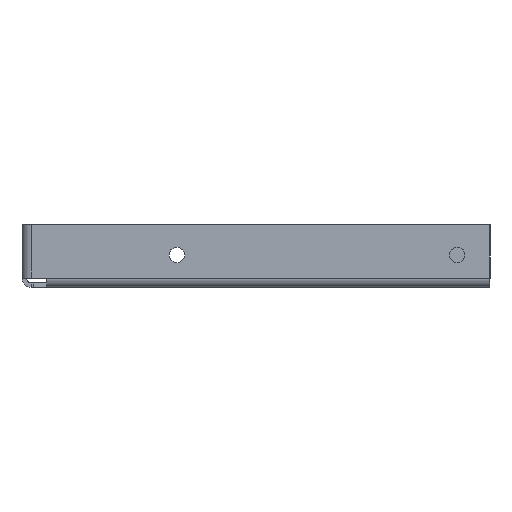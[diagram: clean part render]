
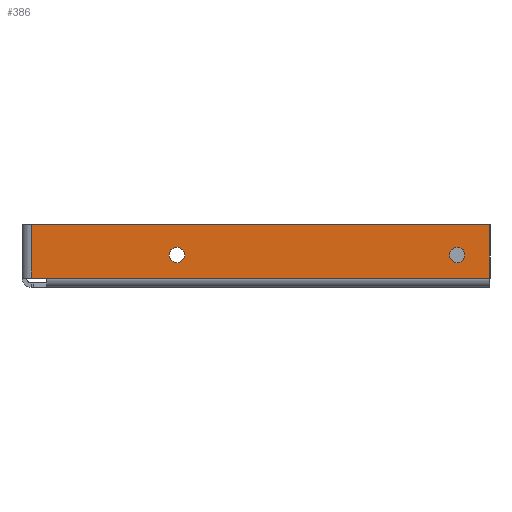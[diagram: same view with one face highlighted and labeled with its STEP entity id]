
A CAD part, left-side view. The second image highlights one B-rep face of the part: STEP entity #386.
In plain terms, the highlighted planar face has unit normal (-1, 0, 0).
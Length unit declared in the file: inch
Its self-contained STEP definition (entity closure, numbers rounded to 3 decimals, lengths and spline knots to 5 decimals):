
#18 = CARTESIAN_POINT ( 'NONE',  ( -8.327, 5.75628, 0.05 ) ) ;
#79 = AXIS2_PLACEMENT_3D ( 'NONE', #113, #1361, #1605 ) ;
#107 = VERTEX_POINT ( 'NONE', #138 ) ;
#108 = DIRECTION ( 'NONE',  ( 0., 0., -1. ) ) ;
#109 = CARTESIAN_POINT ( 'NONE',  ( -8.327, 5.9247, 0.052 ) ) ;
#113 = CARTESIAN_POINT ( 'NONE',  ( -8.327, 1.352, 0.3 ) ) ;
#114 = VERTEX_POINT ( 'NONE', #2121 ) ;
#138 = CARTESIAN_POINT ( 'NONE',  ( -8.327, 4.36, 0.217 ) ) ;
#150 = LINE ( 'NONE', #1261, #1198 ) ;
#189 = LINE ( 'NONE', #340, #257 ) ;
#204 = EDGE_LOOP ( 'NONE', ( #974 ) ) ;
#249 = FACE_BOUND ( 'NONE', #204, .T. ) ;
#257 = VECTOR ( 'NONE', #1678, 39.37008 ) ;
#340 = CARTESIAN_POINT ( 'NONE',  ( -8.327, 1., 0.052 ) ) ;
#348 = ORIENTED_EDGE ( 'NONE', *, *, #805, .F. ) ;
#372 = EDGE_CURVE ( 'NONE', #1337, #1034, #150, .T. ) ;
#386 = ADVANCED_FACE ( 'NONE', ( #249, #953, #1572 ), #829, .F. ) ;
#405 = ORIENTED_EDGE ( 'NONE', *, *, #1775, .F. ) ;
#407 = EDGE_CURVE ( 'NONE', #501, #1337, #1980, .T. ) ;
#418 = DIRECTION ( 'NONE',  ( 0., 0., -1. ) ) ;
#425 = CARTESIAN_POINT ( 'NONE',  ( -8.327, 1., 5.59993 ) ) ;
#466 = DIRECTION ( 'NONE',  ( 0., 0., -1. ) ) ;
#501 = VERTEX_POINT ( 'NONE', #109 ) ;
#528 = CIRCLE ( 'NONE', #79, 0.083 ) ;
#559 = VECTOR ( 'NONE', #418, 39.37008 ) ;
#583 = LINE ( 'NONE', #1026, #1483 ) ;
#610 = LINE ( 'NONE', #425, #559 ) ;
#618 = EDGE_CURVE ( 'NONE', #1051, #2113, #789, .T. ) ;
#652 = EDGE_CURVE ( 'NONE', #2113, #114, #583, .T. ) ;
#760 = EDGE_LOOP ( 'NONE', ( #1054 ) ) ;
#764 = AXIS2_PLACEMENT_3D ( 'NONE', #1112, #1399, #108 ) ;
#769 = EDGE_CURVE ( 'NONE', #1766, #1766, #528, .T. ) ;
#789 = LINE ( 'NONE', #2180, #836 ) ;
#805 = EDGE_CURVE ( 'NONE', #1034, #1051, #610, .T. ) ;
#827 = DIRECTION ( 'NONE',  ( 0., -1., 0. ) ) ;
#829 = PLANE ( 'NONE',  #764 ) ;
#836 = VECTOR ( 'NONE', #2059, 39.37008 ) ;
#953 = FACE_BOUND ( 'NONE', #760, .T. ) ;
#974 = ORIENTED_EDGE ( 'NONE', *, *, #769, .T. ) ;
#1026 = CARTESIAN_POINT ( 'NONE',  ( -8.327, 5.75628, 5.59993 ) ) ;
#1034 = VERTEX_POINT ( 'NONE', #1538 ) ;
#1051 = VERTEX_POINT ( 'NONE', #1613 ) ;
#1054 = ORIENTED_EDGE ( 'NONE', *, *, #1236, .T. ) ;
#1080 = CARTESIAN_POINT ( 'NONE',  ( -8.327, 1.352, 0.217 ) ) ;
#1112 = CARTESIAN_POINT ( 'NONE',  ( -8.327, 1., 5.59993 ) ) ;
#1165 = CARTESIAN_POINT ( 'NONE',  ( -8.327, 5.9247, 5.59993 ) ) ;
#1198 = VECTOR ( 'NONE', #827, 39.37008 ) ;
#1236 = EDGE_CURVE ( 'NONE', #107, #107, #1482, .T. ) ;
#1261 = CARTESIAN_POINT ( 'NONE',  ( -8.327, 1., 0.625 ) ) ;
#1301 = AXIS2_PLACEMENT_3D ( 'NONE', #1969, #1825, #466 ) ;
#1337 = VERTEX_POINT ( 'NONE', #1546 ) ;
#1361 = DIRECTION ( 'NONE',  ( 1., 0., 0. ) ) ;
#1399 = DIRECTION ( 'NONE',  ( 1., 0., 0. ) ) ;
#1403 = ORIENTED_EDGE ( 'NONE', *, *, #652, .F. ) ;
#1482 = CIRCLE ( 'NONE', #1301, 0.083 ) ;
#1483 = VECTOR ( 'NONE', #2027, 39.37008 ) ;
#1538 = CARTESIAN_POINT ( 'NONE',  ( -8.327, 1., 0.625 ) ) ;
#1540 = ORIENTED_EDGE ( 'NONE', *, *, #407, .F. ) ;
#1546 = CARTESIAN_POINT ( 'NONE',  ( -8.327, 5.9247, 0.625 ) ) ;
#1572 = FACE_OUTER_BOUND ( 'NONE', #1634, .T. ) ;
#1591 = ORIENTED_EDGE ( 'NONE', *, *, #618, .F. ) ;
#1605 = DIRECTION ( 'NONE',  ( 0., 0., -1. ) ) ;
#1613 = CARTESIAN_POINT ( 'NONE',  ( -8.327, 1., 0.05 ) ) ;
#1634 = EDGE_LOOP ( 'NONE', ( #405, #1403, #1591, #348, #2011, #1540 ) ) ;
#1678 = DIRECTION ( 'NONE',  ( 0., 1., 0. ) ) ;
#1697 = DIRECTION ( 'NONE',  ( 0., 0., 1. ) ) ;
#1766 = VERTEX_POINT ( 'NONE', #1080 ) ;
#1775 = EDGE_CURVE ( 'NONE', #114, #501, #189, .T. ) ;
#1825 = DIRECTION ( 'NONE',  ( 1., 0., 0. ) ) ;
#1969 = CARTESIAN_POINT ( 'NONE',  ( -8.327, 4.36, 0.3 ) ) ;
#1980 = LINE ( 'NONE', #1165, #2165 ) ;
#2011 = ORIENTED_EDGE ( 'NONE', *, *, #372, .F. ) ;
#2027 = DIRECTION ( 'NONE',  ( 0., 0., 1. ) ) ;
#2059 = DIRECTION ( 'NONE',  ( 0., 1., 0. ) ) ;
#2113 = VERTEX_POINT ( 'NONE', #18 ) ;
#2121 = CARTESIAN_POINT ( 'NONE',  ( -8.327, 5.75628, 0.052 ) ) ;
#2165 = VECTOR ( 'NONE', #1697, 39.37008 ) ;
#2180 = CARTESIAN_POINT ( 'NONE',  ( -8.327, 1., 0.05 ) ) ;
